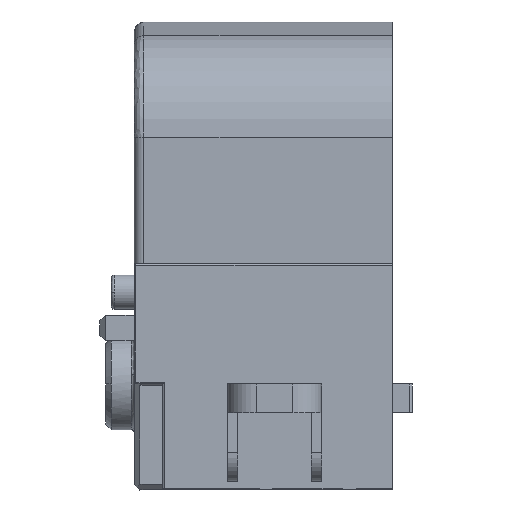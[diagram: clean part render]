
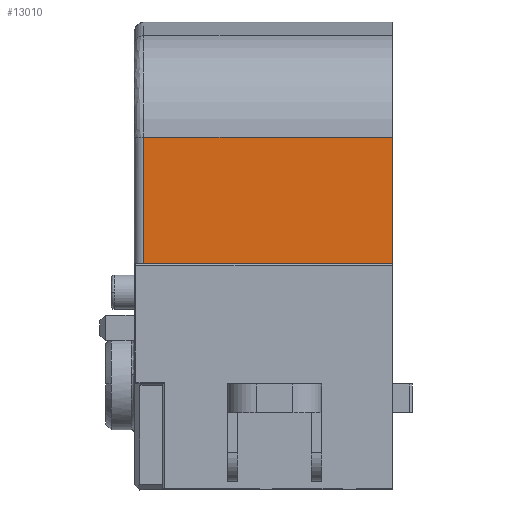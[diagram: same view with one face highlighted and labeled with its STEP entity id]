
A CAD part, front view. The second image highlights one B-rep face of the part: STEP entity #13010.
In plain terms, the highlighted planar face has unit normal (0, -1, 0).
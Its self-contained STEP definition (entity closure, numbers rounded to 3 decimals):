
#80 = LINE ( 'NONE', #9817, #7995 ) ;
#166 = CARTESIAN_POINT ( 'NONE',  ( -630., 279., 126.543 ) ) ;
#211 = ORIENTED_EDGE ( 'NONE', *, *, #12126, .F. ) ;
#526 = CARTESIAN_POINT ( 'NONE',  ( -208.3, 279., 126.543 ) ) ;
#1212 = PLANE ( 'NONE',  #11190 ) ;
#2236 = DIRECTION ( 'NONE',  ( 0., 0., -1. ) ) ;
#2868 = CARTESIAN_POINT ( 'NONE',  ( -165., 279., 126.543 ) ) ;
#3715 = CARTESIAN_POINT ( 'NONE',  ( -208.3, 279., 104.5 ) ) ;
#3788 = VERTEX_POINT ( 'NONE', #11843 ) ;
#3820 = EDGE_CURVE ( 'NONE', #12132, #3788, #4289, .T. ) ;
#3921 = DIRECTION ( 'NONE',  ( 0., 0., -1. ) ) ;
#3961 = VECTOR ( 'NONE', #5731, 1000. ) ;
#4000 = EDGE_CURVE ( 'NONE', #3788, #5112, #5085, .T. ) ;
#4036 = DIRECTION ( 'NONE',  ( 0., 0., -1. ) ) ;
#4047 = ORIENTED_EDGE ( 'NONE', *, *, #3820, .F. ) ;
#4289 = LINE ( 'NONE', #11930, #3961 ) ;
#4394 = FACE_OUTER_BOUND ( 'NONE', #11339, .T. ) ;
#5085 = LINE ( 'NONE', #2868, #9961 ) ;
#5112 = VERTEX_POINT ( 'NONE', #9306 ) ;
#5731 = DIRECTION ( 'NONE',  ( 1., 0., 0. ) ) ;
#7995 = VECTOR ( 'NONE', #8782, 1000. ) ;
#8213 = VERTEX_POINT ( 'NONE', #3715 ) ;
#8470 = DIRECTION ( 'NONE',  ( 0., -1., 0. ) ) ;
#8782 = DIRECTION ( 'NONE',  ( -1., 0., 0. ) ) ;
#9132 = CARTESIAN_POINT ( 'NONE',  ( -208.3, 279., 106.325 ) ) ;
#9306 = CARTESIAN_POINT ( 'NONE',  ( -165., 279., 104.5 ) ) ;
#9817 = CARTESIAN_POINT ( 'NONE',  ( -210., 279., 104.5 ) ) ;
#9961 = VECTOR ( 'NONE', #3921, 1000. ) ;
#10621 = ORIENTED_EDGE ( 'NONE', *, *, #4000, .F. ) ;
#10652 = VECTOR ( 'NONE', #4036, 1000. ) ;
#10862 = EDGE_CURVE ( 'NONE', #12132, #8213, #12464, .T. ) ;
#11190 = AXIS2_PLACEMENT_3D ( 'NONE', #166, #8470, #2236 ) ;
#11339 = EDGE_LOOP ( 'NONE', ( #4047, #11876, #211, #10621 ) ) ;
#11843 = CARTESIAN_POINT ( 'NONE',  ( -165., 279., 126.543 ) ) ;
#11876 = ORIENTED_EDGE ( 'NONE', *, *, #10862, .T. ) ;
#11930 = CARTESIAN_POINT ( 'NONE',  ( -630., 279., 126.543 ) ) ;
#12126 = EDGE_CURVE ( 'NONE', #5112, #8213, #80, .T. ) ;
#12132 = VERTEX_POINT ( 'NONE', #526 ) ;
#12464 = LINE ( 'NONE', #9132, #10652 ) ;
#13010 = ADVANCED_FACE ( 'NONE', ( #4394 ), #1212, .T. ) ;
